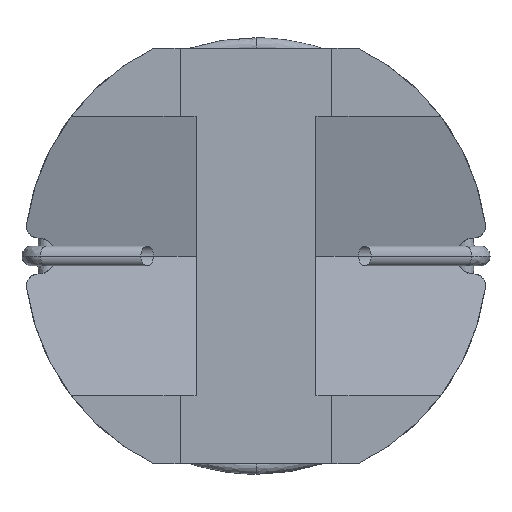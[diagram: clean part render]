
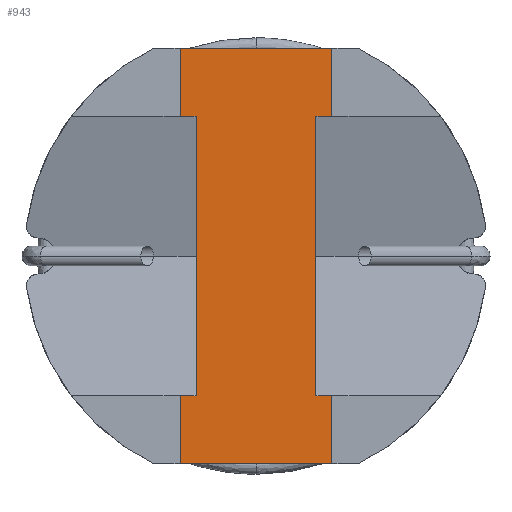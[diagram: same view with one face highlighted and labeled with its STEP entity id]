
A CAD part, front view. The second image highlights one B-rep face of the part: STEP entity #943.
In plain terms, the highlighted free-form (B-spline) face has degree [1, 1] with [2, 2] control points.
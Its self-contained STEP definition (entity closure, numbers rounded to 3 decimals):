
#943 = ADVANCED_FACE('',(#944),#1030,.F.);
#944 = FACE_BOUND('',#945,.T.);
#945 = EDGE_LOOP('',(#946,#955,#962,#969,#976,#983,#990,#997,#1004,#1011
    ,#1018,#1025));
#946 = ORIENTED_EDGE('',*,*,#947,.F.);
#947 = EDGE_CURVE('',#948,#950,#952,.T.);
#948 = VERTEX_POINT('',#949);
#949 = CARTESIAN_POINT('',(1.251,0.,3.424));
#950 = VERTEX_POINT('',#951);
#951 = CARTESIAN_POINT('',(1.251,0.,2.302));
#952 = B_SPLINE_CURVE_WITH_KNOTS('',1,(#953,#954),.UNSPECIFIED.,.F.,.F.,
  (2,2),(0.,0.852),.PIECEWISE_BEZIER_KNOTS.);
#953 = CARTESIAN_POINT('',(1.251,0.,3.424));
#954 = CARTESIAN_POINT('',(1.251,0.,2.302));
#955 = ORIENTED_EDGE('',*,*,#956,.F.);
#956 = EDGE_CURVE('',#957,#948,#959,.T.);
#957 = VERTEX_POINT('',#958);
#958 = CARTESIAN_POINT('',(-1.251,0.,3.424));
#959 = B_SPLINE_CURVE_WITH_KNOTS('',1,(#960,#961),.UNSPECIFIED.,.F.,.F.,
  (2,2),(-2.234,-0.335),.PIECEWISE_BEZIER_KNOTS.);
#960 = CARTESIAN_POINT('',(-1.251,0.,3.424));
#961 = CARTESIAN_POINT('',(1.251,0.,3.424));
#962 = ORIENTED_EDGE('',*,*,#963,.F.);
#963 = EDGE_CURVE('',#964,#957,#966,.T.);
#964 = VERTEX_POINT('',#965);
#965 = CARTESIAN_POINT('',(-1.251,0.,2.302));
#966 = B_SPLINE_CURVE_WITH_KNOTS('',1,(#967,#968),.UNSPECIFIED.,.F.,.F.,
  (2,2),(-0.852,0.),.PIECEWISE_BEZIER_KNOTS.);
#967 = CARTESIAN_POINT('',(-1.251,0.,2.302));
#968 = CARTESIAN_POINT('',(-1.251,0.,3.424));
#969 = ORIENTED_EDGE('',*,*,#970,.F.);
#970 = EDGE_CURVE('',#971,#964,#973,.T.);
#971 = VERTEX_POINT('',#972);
#972 = CARTESIAN_POINT('',(-0.988,0.,
    2.302));
#973 = B_SPLINE_CURVE_WITH_KNOTS('',1,(#974,#975),.UNSPECIFIED.,.F.,.F.,
  (2,2),(0.75,0.95),.PIECEWISE_BEZIER_KNOTS.);
#974 = CARTESIAN_POINT('',(-0.988,0.,2.302));
#975 = CARTESIAN_POINT('',(-1.251,0.,2.302));
#976 = ORIENTED_EDGE('',*,*,#977,.T.);
#977 = EDGE_CURVE('',#971,#978,#980,.T.);
#978 = VERTEX_POINT('',#979);
#979 = CARTESIAN_POINT('',(-0.988,0.,-2.302));
#980 = B_SPLINE_CURVE_WITH_KNOTS('',1,(#981,#982),.UNSPECIFIED.,.F.,.F.,
  (2,2),(-1.748,1.748),.PIECEWISE_BEZIER_KNOTS.);
#981 = CARTESIAN_POINT('',(-0.988,0.,2.302));
#982 = CARTESIAN_POINT('',(-0.988,0.,-2.302));
#983 = ORIENTED_EDGE('',*,*,#984,.T.);
#984 = EDGE_CURVE('',#978,#985,#987,.T.);
#985 = VERTEX_POINT('',#986);
#986 = CARTESIAN_POINT('',(-1.251,0.,-2.302));
#987 = B_SPLINE_CURVE_WITH_KNOTS('',1,(#988,#989),.UNSPECIFIED.,.F.,.F.,
  (2,2),(0.75,0.95),.PIECEWISE_BEZIER_KNOTS.);
#988 = CARTESIAN_POINT('',(-0.988,0.,-2.302));
#989 = CARTESIAN_POINT('',(-1.251,0.,-2.302));
#990 = ORIENTED_EDGE('',*,*,#991,.F.);
#991 = EDGE_CURVE('',#992,#985,#994,.T.);
#992 = VERTEX_POINT('',#993);
#993 = CARTESIAN_POINT('',(-1.251,0.,-3.424));
#994 = B_SPLINE_CURVE_WITH_KNOTS('',1,(#995,#996),.UNSPECIFIED.,.F.,.F.,
  (2,2),(-0.852,0.),.PIECEWISE_BEZIER_KNOTS.);
#995 = CARTESIAN_POINT('',(-1.251,0.,-3.424));
#996 = CARTESIAN_POINT('',(-1.251,0.,-2.302));
#997 = ORIENTED_EDGE('',*,*,#998,.F.);
#998 = EDGE_CURVE('',#999,#992,#1001,.T.);
#999 = VERTEX_POINT('',#1000);
#1000 = CARTESIAN_POINT('',(1.251,0.,-3.424));
#1001 = B_SPLINE_CURVE_WITH_KNOTS('',1,(#1002,#1003),.UNSPECIFIED.,.F.,
  .F.,(2,2),(0.335,2.234),.PIECEWISE_BEZIER_KNOTS.);
#1002 = CARTESIAN_POINT('',(1.251,0.,-3.424));
#1003 = CARTESIAN_POINT('',(-1.251,0.,-3.424));
#1004 = ORIENTED_EDGE('',*,*,#1005,.F.);
#1005 = EDGE_CURVE('',#1006,#999,#1008,.T.);
#1006 = VERTEX_POINT('',#1007);
#1007 = CARTESIAN_POINT('',(1.251,0.,-2.302));
#1008 = B_SPLINE_CURVE_WITH_KNOTS('',1,(#1009,#1010),.UNSPECIFIED.,.F.,
  .F.,(2,2),(0.,0.852),.PIECEWISE_BEZIER_KNOTS.);
#1009 = CARTESIAN_POINT('',(1.251,0.,-2.302));
#1010 = CARTESIAN_POINT('',(1.251,0.,-3.424));
#1011 = ORIENTED_EDGE('',*,*,#1012,.F.);
#1012 = EDGE_CURVE('',#1013,#1006,#1015,.T.);
#1013 = VERTEX_POINT('',#1014);
#1014 = CARTESIAN_POINT('',(0.988,0.,
    -2.302));
#1015 = B_SPLINE_CURVE_WITH_KNOTS('',1,(#1016,#1017),.UNSPECIFIED.,.F.,
  .F.,(2,2),(0.75,0.95),.PIECEWISE_BEZIER_KNOTS.);
#1016 = CARTESIAN_POINT('',(0.988,0.,-2.302));
#1017 = CARTESIAN_POINT('',(1.251,0.,-2.302));
#1018 = ORIENTED_EDGE('',*,*,#1019,.F.);
#1019 = EDGE_CURVE('',#1020,#1013,#1022,.T.);
#1020 = VERTEX_POINT('',#1021);
#1021 = CARTESIAN_POINT('',(0.988,0.,2.302));
#1022 = B_SPLINE_CURVE_WITH_KNOTS('',1,(#1023,#1024),.UNSPECIFIED.,.F.,
  .F.,(2,2),(-1.748,1.748),.PIECEWISE_BEZIER_KNOTS.);
#1023 = CARTESIAN_POINT('',(0.988,0.,2.302));
#1024 = CARTESIAN_POINT('',(0.988,0.,-2.302));
#1025 = ORIENTED_EDGE('',*,*,#1026,.T.);
#1026 = EDGE_CURVE('',#1020,#950,#1027,.T.);
#1027 = B_SPLINE_CURVE_WITH_KNOTS('',1,(#1028,#1029),.UNSPECIFIED.,.F.,
  .F.,(2,2),(0.75,0.95),.PIECEWISE_BEZIER_KNOTS.);
#1028 = CARTESIAN_POINT('',(0.988,0.,2.302));
#1029 = CARTESIAN_POINT('',(1.251,0.,2.302));
#1030 = B_SPLINE_SURFACE_WITH_KNOTS('',1,1,(
    (#1031,#1032)
    ,(#1033,#1034
    )),.UNSPECIFIED.,.F.,.F.,.F.,(2,2),(2,2),(-2.6,2.6),(-0.95
    ,0.95),.PIECEWISE_BEZIER_KNOTS.);
#1031 = CARTESIAN_POINT('',(-1.251,0.,-3.424));
#1032 = CARTESIAN_POINT('',(1.251,0.,-3.424));
#1033 = CARTESIAN_POINT('',(-1.251,0.,3.424));
#1034 = CARTESIAN_POINT('',(1.251,0.,3.424));
